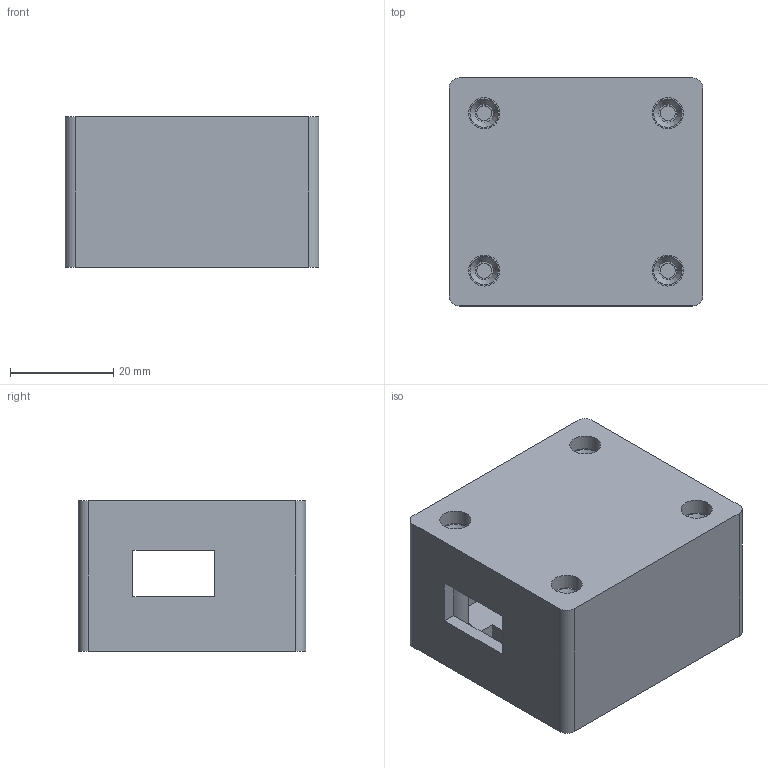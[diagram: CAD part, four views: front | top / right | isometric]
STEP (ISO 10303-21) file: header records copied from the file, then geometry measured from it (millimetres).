
FILE_DESCRIPTION(/* description */ (''),/* implementation_level */ '2;1');
FILE_NAME(/* name */ 'case.step',/* time_stamp */ '2019-05-05T20:35:26-06:00',/* author */ ('***REMOVED***'),/* organization */ (''),/* preprocessor_version */ 'ST-DEVELOPER v18',/* originating_system */ 'Autodesk Translation Framework v8.2.0.1029',/* authorisation */ '');
FILE_SCHEMA (('AUTOMOTIVE_DESIGN { 1 0 10303 214 3 1 1 }'));
Length unit declared in the file: millimetre
Products named in the file (2): RCSwitch Case; top
Assembly tree (1 placements, depth 2):
  RCSwitch Case
    top
Bounding box: 49.18 x 44.1 x 29.11 mm (x, y, z)
Volume: 25173.5 mm3; surface area: 18761.2 mm2
Topology: 2 solids, 2 shells, 81 faces, 180 edges, 120 vertices
Faces by surface type: plane 49, cylinder 24, cone 4, torus 4
Full cylindrical faces by diameter (mm): 2.9 x4, 3.5 x4, 5 x8, 6 x4
Entity records: 2340 total; most frequent: DIRECTION 416, CARTESIAN_POINT 384, ORIENTED_EDGE 360, EDGE_CURVE 180, AXIS2_PLACEMENT_3D 152, VERTEX_POINT 120, LINE 112, VECTOR 112
